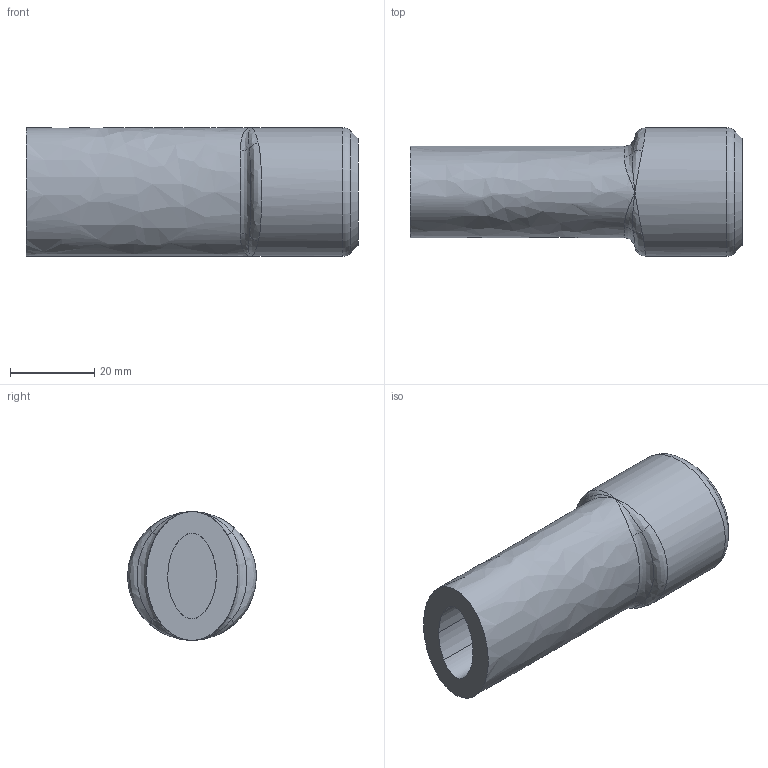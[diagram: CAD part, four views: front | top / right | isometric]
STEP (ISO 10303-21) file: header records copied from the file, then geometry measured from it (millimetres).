
FILE_DESCRIPTION(/* description */ (''),/* implementation_level */ '2;1');
FILE_NAME(/* name */ 'Grip Handle_v1.1.step',/* time_stamp */ '2024-03-04T12:26:07-07:00',/* author */ (''),/* organization */ (''),/* preprocessor_version */ 'ST-DEVELOPER v20',/* originating_system */ 'Autodesk Translation Framework v12.20.1.177',/* authorisation */ '');
FILE_SCHEMA (('AUTOMOTIVE_DESIGN { 1 0 10303 214 3 1 1 }'));
Length unit declared in the file: millimetre
Products named in the file (1): Grip Handle
Bounding box: 78.74 x 30.48 x 30.48 mm (x, y, z)
Volume: 32881.5 mm3; surface area: 11457.9 mm2
Topology: 1 solids, 1 shells, 40 faces, 97 edges, 53 vertices
Faces by surface type: bspline 19, plane 16, cylinder 3, torus 1, cone 1
Full cylindrical faces by diameter (mm): 10.16 x1, 22.2 x1, 30.48 x1
Entity records: 3690 total; most frequent: CARTESIAN_POINT 2887, ORIENTED_EDGE 178, DIRECTION 125, EDGE_CURVE 89, VERTEX_POINT 53, AXIS2_PLACEMENT_3D 45, EDGE_LOOP 42, FACE_OUTER_BOUND 40
